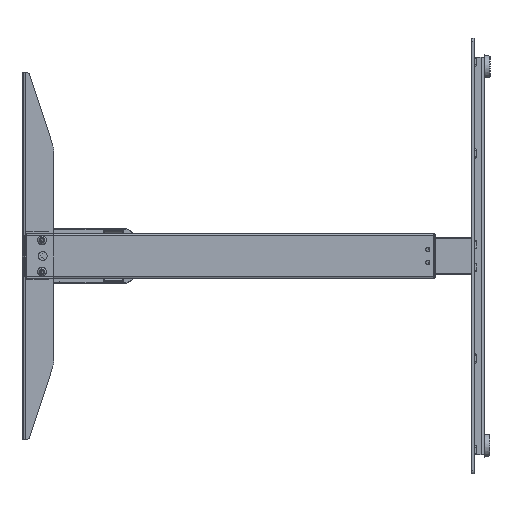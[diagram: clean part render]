
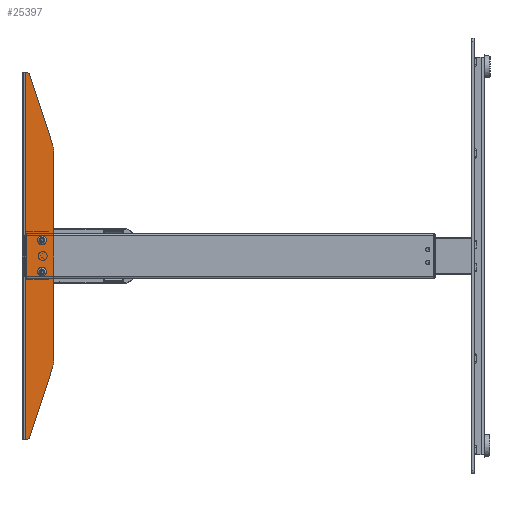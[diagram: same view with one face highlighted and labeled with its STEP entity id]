
A CAD part, left-side view. The second image highlights one B-rep face of the part: STEP entity #25397.
In plain terms, the highlighted planar face has unit normal (-1, 0, 0).
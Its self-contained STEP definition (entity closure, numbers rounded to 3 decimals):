
#787 = CARTESIAN_POINT ( 'NONE',  ( -574.95, 735.5, 290. ) ) ;
#1327 = CARTESIAN_POINT ( 'NONE',  ( -574.95, 709.5, -25. ) ) ;
#2524 = AXIS2_PLACEMENT_3D ( 'NONE', #12399, #27499, #21585 ) ;
#2779 = CARTESIAN_POINT ( 'NONE',  ( -574.95, 728.377, 286.545 ) ) ;
#2782 = CARTESIAN_POINT ( 'NONE',  ( -574.95, 691.969, -174.52 ) ) ;
#3263 = PLANE ( 'NONE',  #2524 ) ;
#3423 = CARTESIAN_POINT ( 'NONE',  ( -574.95, 709.5, 25. ) ) ;
#3677 = VERTEX_POINT ( 'NONE', #36483 ) ;
#3862 = EDGE_CURVE ( 'NONE', #26614, #8479, #4699, .T. ) ;
#4684 = ORIENTED_EDGE ( 'NONE', *, *, #32827, .T. ) ;
#4690 = AXIS2_PLACEMENT_3D ( 'NONE', #9234, #19063, #18918 ) ;
#4699 = CIRCLE ( 'NONE', #38630, 4.15 ) ;
#4866 = DIRECTION ( 'NONE',  ( 1., 0., 0. ) ) ;
#5275 = CIRCLE ( 'NONE', #12317, 30. ) ;
#6231 = EDGE_CURVE ( 'NONE', #15876, #24921, #37194, .T. ) ;
#6727 = CIRCLE ( 'NONE', #10106, 4.15 ) ;
#7772 = CARTESIAN_POINT ( 'NONE',  ( -574.95, 690.5, 290. ) ) ;
#8070 = ORIENTED_EDGE ( 'NONE', *, *, #33311, .F. ) ;
#8109 = VERTEX_POINT ( 'NONE', #20223 ) ;
#8300 = ORIENTED_EDGE ( 'NONE', *, *, #3862, .T. ) ;
#8479 = VERTEX_POINT ( 'NONE', #10700 ) ;
#8524 = VECTOR ( 'NONE', #38393, 1000. ) ;
#9208 = EDGE_LOOP ( 'NONE', ( #4684, #30774 ) ) ;
#9234 = CARTESIAN_POINT ( 'NONE',  ( -574.95, 709.5, 25. ) ) ;
#9562 = EDGE_LOOP ( 'NONE', ( #25518, #8300 ) ) ;
#9817 = CARTESIAN_POINT ( 'NONE',  ( -574.95, 733.132, 285. ) ) ;
#10106 = AXIS2_PLACEMENT_3D ( 'NONE', #1327, #28047, #22393 ) ;
#10700 = CARTESIAN_POINT ( 'NONE',  ( -574.95, 713.65, -25. ) ) ;
#11159 = EDGE_CURVE ( 'NONE', #26265, #22966, #27769, .T. ) ;
#11924 = ORIENTED_EDGE ( 'NONE', *, *, #20812, .T. ) ;
#12304 = VECTOR ( 'NONE', #31220, 1000. ) ;
#12317 = AXIS2_PLACEMENT_3D ( 'NONE', #38111, #26144, #38876 ) ;
#12399 = CARTESIAN_POINT ( 'NONE',  ( -574.95, 725.827, 0. ) ) ;
#12484 = CARTESIAN_POINT ( 'NONE',  ( -574.95, 690.5, 170. ) ) ;
#12706 = LINE ( 'NONE', #12484, #38578 ) ;
#12769 = VECTOR ( 'NONE', #31721, 1000. ) ;
#12847 = DIRECTION ( 'NONE',  ( 1., 0., 0. ) ) ;
#13175 = LINE ( 'NONE', #14201, #8524 ) ;
#13285 = CARTESIAN_POINT ( 'NONE',  ( -574.95, 733.132, 290. ) ) ;
#13352 = FACE_BOUND ( 'NONE', #9562, .T. ) ;
#13561 = AXIS2_PLACEMENT_3D ( 'NONE', #22907, #4866, #31629 ) ;
#14201 = CARTESIAN_POINT ( 'NONE',  ( -574.95, 729.5, -290. ) ) ;
#14211 = CARTESIAN_POINT ( 'NONE',  ( -574.95, 691.969, 174.52 ) ) ;
#14815 = AXIS2_PLACEMENT_3D ( 'NONE', #28828, #17206, #31994 ) ;
#15393 = ORIENTED_EDGE ( 'NONE', *, *, #6231, .F. ) ;
#15599 = EDGE_CURVE ( 'NONE', #3677, #24921, #22373, .T. ) ;
#15876 = VERTEX_POINT ( 'NONE', #38287 ) ;
#16445 = CARTESIAN_POINT ( 'NONE',  ( -574.95, 709.5, -25. ) ) ;
#16876 = CARTESIAN_POINT ( 'NONE',  ( -574.95, 735.5, 0. ) ) ;
#17206 = DIRECTION ( 'NONE',  ( 1., 0., 0. ) ) ;
#18372 = LINE ( 'NONE', #787, #12304 ) ;
#18918 = DIRECTION ( 'NONE',  ( 0., 1., 0. ) ) ;
#18930 = DIRECTION ( 'NONE',  ( 0., 1., 0. ) ) ;
#19063 = DIRECTION ( 'NONE',  ( 1., 0., 0. ) ) ;
#20223 = CARTESIAN_POINT ( 'NONE',  ( -574.95, 705.35, 25. ) ) ;
#20363 = CARTESIAN_POINT ( 'NONE',  ( -574.95, 741.155, -290. ) ) ;
#20450 = CARTESIAN_POINT ( 'NONE',  ( -574.95, 690.5, -165.247 ) ) ;
#20580 = EDGE_CURVE ( 'NONE', #22370, #37668, #13175, .T. ) ;
#20738 = VECTOR ( 'NONE', #32630, 1000. ) ;
#20812 = EDGE_CURVE ( 'NONE', #37143, #22966, #12706, .T. ) ;
#21247 = EDGE_LOOP ( 'NONE', ( #30745, #32800, #21605, #11924, #24864, #25923, #26008, #15393, #8070, #32088 ) ) ;
#21585 = DIRECTION ( 'NONE',  ( 0., 1., 0. ) ) ;
#21605 = ORIENTED_EDGE ( 'NONE', *, *, #22803, .F. ) ;
#22025 = EDGE_CURVE ( 'NONE', #25839, #37668, #27458, .T. ) ;
#22045 = VERTEX_POINT ( 'NONE', #23427 ) ;
#22370 = VERTEX_POINT ( 'NONE', #25379 ) ;
#22373 = LINE ( 'NONE', #16876, #23367 ) ;
#22393 = DIRECTION ( 'NONE',  ( 0., 1., 0. ) ) ;
#22462 = FACE_OUTER_BOUND ( 'NONE', #21247, .T. ) ;
#22803 = EDGE_CURVE ( 'NONE', #37143, #38487, #5275, .T. ) ;
#22907 = CARTESIAN_POINT ( 'NONE',  ( -574.95, 720.5, -165.247 ) ) ;
#22966 = VERTEX_POINT ( 'NONE', #2779 ) ;
#23367 = VECTOR ( 'NONE', #29013, 1000. ) ;
#23427 = CARTESIAN_POINT ( 'NONE',  ( -574.95, 713.65, 25. ) ) ;
#23784 = EDGE_CURVE ( 'NONE', #3677, #26265, #18372, .T. ) ;
#24239 = DIRECTION ( 'NONE',  ( 1., 0., 0. ) ) ;
#24300 = CARTESIAN_POINT ( 'NONE',  ( -574.95, 705.35, -25. ) ) ;
#24505 = DIRECTION ( 'NONE',  ( 0., 1., 0. ) ) ;
#24864 = ORIENTED_EDGE ( 'NONE', *, *, #11159, .F. ) ;
#24921 = VERTEX_POINT ( 'NONE', #29160 ) ;
#25024 = EDGE_CURVE ( 'NONE', #8479, #26614, #6727, .T. ) ;
#25268 = DIRECTION ( 'NONE',  ( 1., 0., 0. ) ) ;
#25379 = CARTESIAN_POINT ( 'NONE',  ( -574.95, 728.377, -286.545 ) ) ;
#25397 = ADVANCED_FACE ( 'NONE', ( #29380, #13352, #22462 ), #3263, .T. ) ;
#25518 = ORIENTED_EDGE ( 'NONE', *, *, #25024, .T. ) ;
#25839 = VERTEX_POINT ( 'NONE', #20450 ) ;
#25923 = ORIENTED_EDGE ( 'NONE', *, *, #23784, .F. ) ;
#26008 = ORIENTED_EDGE ( 'NONE', *, *, #15599, .T. ) ;
#26144 = DIRECTION ( 'NONE',  ( 1., 0., 0. ) ) ;
#26265 = VERTEX_POINT ( 'NONE', #13285 ) ;
#26614 = VERTEX_POINT ( 'NONE', #24300 ) ;
#27245 = CIRCLE ( 'NONE', #38726, 4.15 ) ;
#27458 = CIRCLE ( 'NONE', #13561, 30. ) ;
#27499 = DIRECTION ( 'NONE',  ( -1., 0., 0. ) ) ;
#27769 = CIRCLE ( 'NONE', #31993, 5. ) ;
#28047 = DIRECTION ( 'NONE',  ( 1., 0., 0. ) ) ;
#28269 = LINE ( 'NONE', #7772, #12769 ) ;
#28828 = CARTESIAN_POINT ( 'NONE',  ( -574.95, 733.132, -285. ) ) ;
#29013 = DIRECTION ( 'NONE',  ( 0., 0., -1. ) ) ;
#29160 = CARTESIAN_POINT ( 'NONE',  ( -574.95, 735.5, -290. ) ) ;
#29380 = FACE_BOUND ( 'NONE', #9208, .T. ) ;
#30745 = ORIENTED_EDGE ( 'NONE', *, *, #22025, .F. ) ;
#30774 = ORIENTED_EDGE ( 'NONE', *, *, #33043, .T. ) ;
#31148 = EDGE_CURVE ( 'NONE', #38487, #25839, #28269, .T. ) ;
#31220 = DIRECTION ( 'NONE',  ( 0., -1., 0. ) ) ;
#31456 = CIRCLE ( 'NONE', #4690, 4.15 ) ;
#31629 = DIRECTION ( 'NONE',  ( 0., 0., -1. ) ) ;
#31703 = DIRECTION ( 'NONE',  ( 0., 0.309, 0.951 ) ) ;
#31721 = DIRECTION ( 'NONE',  ( 0., 0., -1. ) ) ;
#31993 = AXIS2_PLACEMENT_3D ( 'NONE', #9817, #12847, #36930 ) ;
#31994 = DIRECTION ( 'NONE',  ( 0., 0., 1. ) ) ;
#32088 = ORIENTED_EDGE ( 'NONE', *, *, #20580, .T. ) ;
#32630 = DIRECTION ( 'NONE',  ( 0., 1., 0. ) ) ;
#32800 = ORIENTED_EDGE ( 'NONE', *, *, #31148, .F. ) ;
#32827 = EDGE_CURVE ( 'NONE', #22045, #8109, #27245, .T. ) ;
#33043 = EDGE_CURVE ( 'NONE', #8109, #22045, #31456, .T. ) ;
#33311 = EDGE_CURVE ( 'NONE', #22370, #15876, #33827, .T. ) ;
#33827 = CIRCLE ( 'NONE', #14815, 5. ) ;
#36483 = CARTESIAN_POINT ( 'NONE',  ( -574.95, 735.5, 290. ) ) ;
#36930 = DIRECTION ( 'NONE',  ( 0., 0., -1. ) ) ;
#37143 = VERTEX_POINT ( 'NONE', #14211 ) ;
#37161 = CARTESIAN_POINT ( 'NONE',  ( -574.95, 690.5, 165.247 ) ) ;
#37194 = LINE ( 'NONE', #20363, #20738 ) ;
#37668 = VERTEX_POINT ( 'NONE', #2782 ) ;
#38111 = CARTESIAN_POINT ( 'NONE',  ( -574.95, 720.5, 165.247 ) ) ;
#38287 = CARTESIAN_POINT ( 'NONE',  ( -574.95, 733.132, -290. ) ) ;
#38393 = DIRECTION ( 'NONE',  ( 0., -0.309, 0.951 ) ) ;
#38487 = VERTEX_POINT ( 'NONE', #37161 ) ;
#38578 = VECTOR ( 'NONE', #31703, 1000. ) ;
#38630 = AXIS2_PLACEMENT_3D ( 'NONE', #16445, #25268, #18930 ) ;
#38726 = AXIS2_PLACEMENT_3D ( 'NONE', #3423, #24239, #24505 ) ;
#38876 = DIRECTION ( 'NONE',  ( 0., 0., 1. ) ) ;
